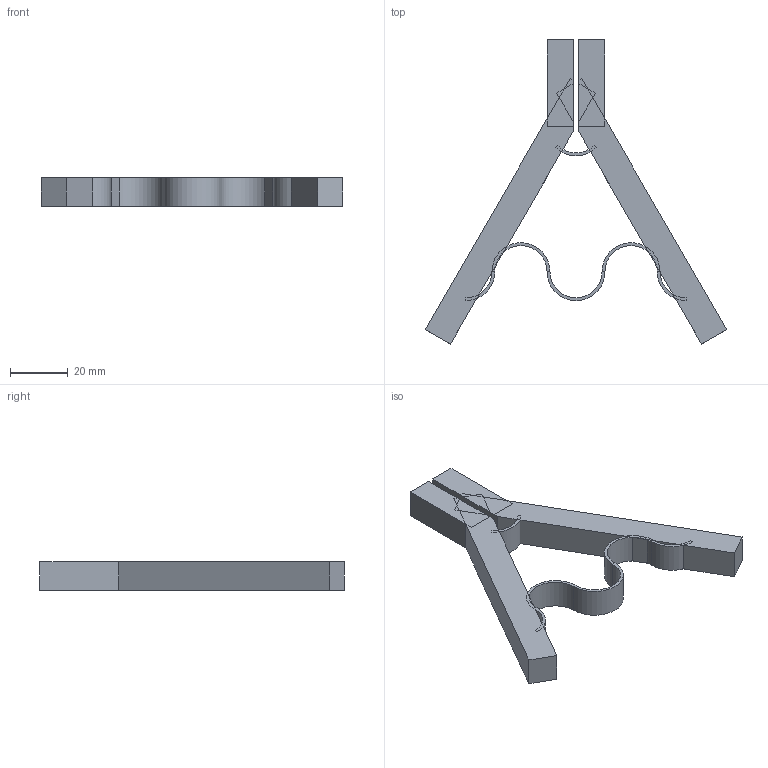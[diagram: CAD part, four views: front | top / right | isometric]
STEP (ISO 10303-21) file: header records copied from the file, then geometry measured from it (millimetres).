
FILE_DESCRIPTION(('Open CASCADE Model'),'2;1');
FILE_NAME('Open CASCADE Shape Model','2023-08-02T14:59:23',('Author'),( 'Open CASCADE'),'Open CASCADE STEP processor 7.7','Open CASCADE 7.7' ,'Unknown');
FILE_SCHEMA(('AUTOMOTIVE_DESIGN { 1 0 10303 214 1 1 1 1 }'));
Length unit declared in the file: millimetre
Products named in the file (1): Open CASCADE STEP translator 7.7 1
Bounding box: 104 x 105 x 10 mm (x, y, z)
Volume: 23211.2 mm3; surface area: 11508.4 mm2
Topology: 1 solids, 1 shells, 94 faces, 226 edges, 128 vertices
Faces by surface type: plane 80, cylinder 14
Entity records: 5620 total; most frequent: CARTESIAN_POINT 1165, DIRECTION 800, ORIENTED_EDGE 452, PCURVE 452, DEFINITIONAL_REPRESENTATION 452, LINE 442, VECTOR 442, EDGE_CURVE 226
